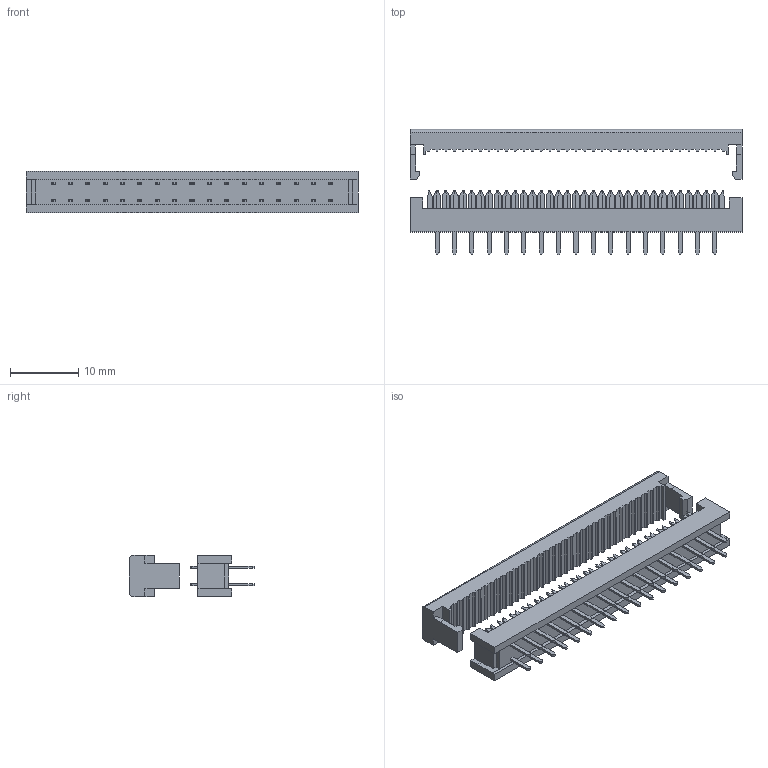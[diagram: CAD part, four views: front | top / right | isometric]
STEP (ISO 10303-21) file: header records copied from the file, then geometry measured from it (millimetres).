
FILE_DESCRIPTION(('STEP AP214'),'1');
FILE_NAME('connector_awlp34_3_2t.stp','2015-04-21T10:42:43',('TraceParts'),('TraceParts S.A.'),'XStep 1.0',' ',' ');
FILE_SCHEMA(('automotive_design'));
Length unit declared in the file: millimetre
Products named in the file (2): 1; 2
Bounding box: 48.58 x 18.3 x 6 mm (x, y, z)
Volume: 1849 mm3; surface area: 2622.7 mm2
Topology: 2 solids, 2 shells, 1230 faces, 3474 edges, 2316 vertices
Faces by surface type: plane 853, cylinder 377
Entity records: 78513 total; most frequent: CARTESIAN_POINT 7022, STYLED_ITEM 7020, PRESENTATION_STYLE_ASSIGNMENT 7020, COLOUR_RGB 7020, ORIENTED_EDGE 6948, DIRECTION 6692, EDGE_CURVE 3474, CURVE_STYLE 3474
